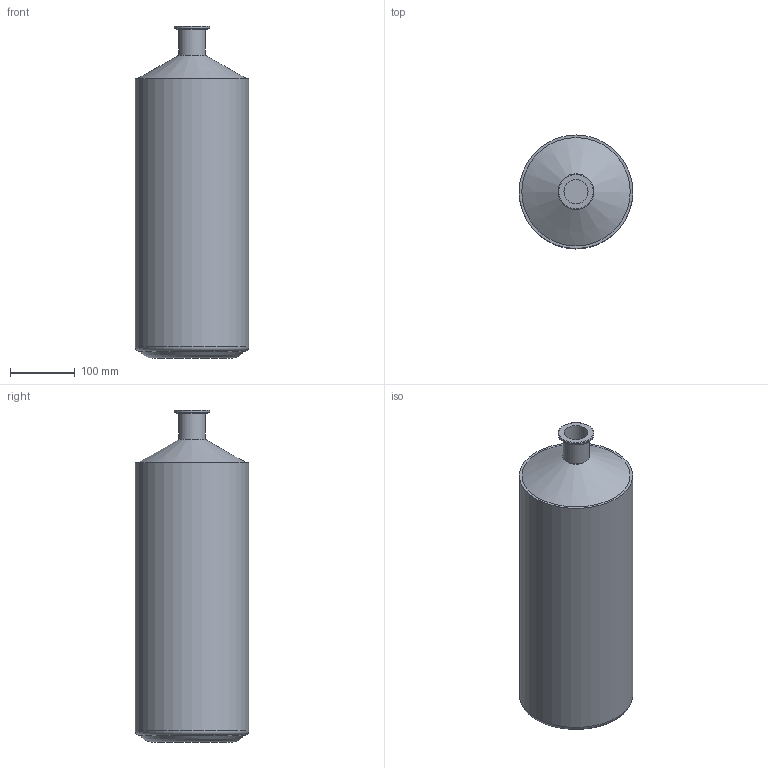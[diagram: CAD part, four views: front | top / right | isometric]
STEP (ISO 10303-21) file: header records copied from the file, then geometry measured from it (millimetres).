
FILE_DESCRIPTION(/* description */ (''),/* implementation_level */ '2;1');
FILE_NAME(/* name */ 'Powder Container 10L.stp',/* time_stamp */ '2022-06-10T08:55:11+02:00',/* author */ (''),/* organization */ (''),/* preprocessor_version */ 'ST-DEVELOPER v18.1',/* originating_system */ 'SIEMENS PLM Software NX 1973',/* authorisation */ '');
FILE_SCHEMA (('AUTOMOTIVE_DESIGN { 1 0 10303 214 3 1 1 1 }'));
Length unit declared in the file: millimetre
Products named in the file (1): 590825_00_Powder Container 10000cm3
Bounding box: 175 x 175 x 511.5 mm (x, y, z)
Volume: 1123053.4 mm3; surface area: 562062.8 mm2
Topology: 1 solids, 1 shells, 28 faces, 53 edges, 32 vertices
Faces by surface type: torus 11, plane 7, cone 6, cylinder 4
Full cylindrical faces by diameter (mm): 37 x1, 41 x1, 55 x1, 175 x1
Entity records: 578 total; most frequent: DIRECTION 112, CARTESIAN_POINT 83, AXIS2_PLACEMENT_3D 56, EDGE_LOOP 54, ORIENTED_EDGE 54, FACE_BOUND 52, ADVANCED_FACE 28, VERTEX_POINT 27
